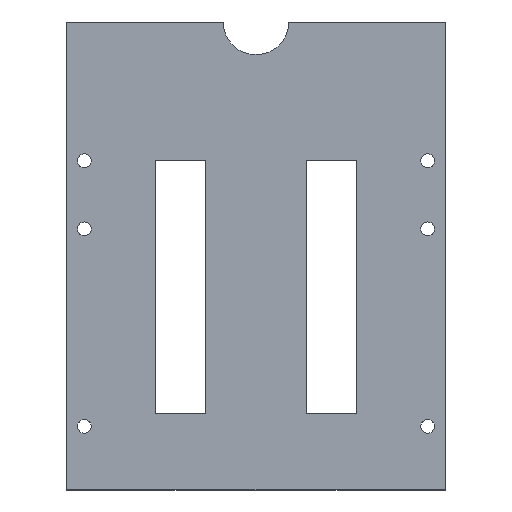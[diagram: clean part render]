
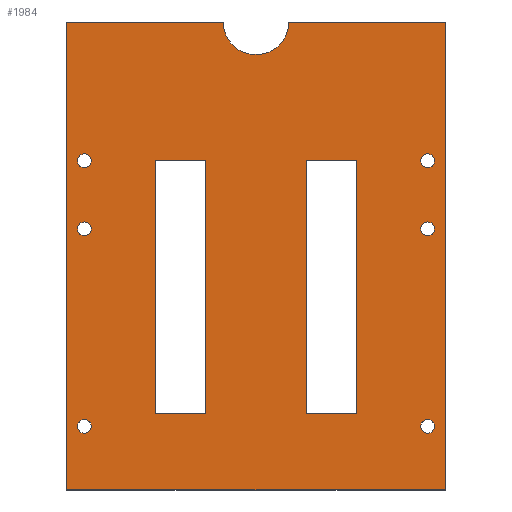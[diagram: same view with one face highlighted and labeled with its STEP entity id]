
A CAD part, top view. The second image highlights one B-rep face of the part: STEP entity #1984.
In plain terms, the highlighted planar face has unit normal (0, 0, 1).
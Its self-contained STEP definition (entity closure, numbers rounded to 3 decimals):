
#37=ELLIPSE('',#2145,1.026,1.);
#40=ELLIPSE('',#2151,1.026,1.);
#41=ELLIPSE('',#2153,12.829,12.5);
#42=ELLIPSE('',#2157,12.829,12.5);
#49=FACE_BOUND('',#284,.T.);
#50=FACE_BOUND('',#285,.T.);
#51=FACE_BOUND('',#286,.T.);
#52=FACE_BOUND('',#287,.T.);
#53=FACE_BOUND('',#288,.T.);
#54=FACE_BOUND('',#289,.T.);
#55=FACE_BOUND('',#290,.T.);
#56=FACE_BOUND('',#291,.T.);
#84=PLANE('',#2156);
#168=FACE_OUTER_BOUND('',#283,.T.);
#283=EDGE_LOOP('',(#1545,#1546,#1547,#1548,#1549,#1550,#1551,#1552,#1553,
#1554));
#284=EDGE_LOOP('',(#1555,#1556,#1557,#1558));
#285=EDGE_LOOP('',(#1559,#1560,#1561,#1562));
#286=EDGE_LOOP('',(#1563));
#287=EDGE_LOOP('',(#1564));
#288=EDGE_LOOP('',(#1565));
#289=EDGE_LOOP('',(#1566));
#290=EDGE_LOOP('',(#1567));
#291=EDGE_LOOP('',(#1568));
#437=LINE('',#3060,#642);
#443=LINE('',#3077,#648);
#466=LINE('',#3224,#671);
#473=LINE('',#3239,#678);
#474=LINE('',#3241,#679);
#475=LINE('',#3243,#680);
#476=LINE('',#3244,#681);
#477=LINE('',#3247,#682);
#478=LINE('',#3249,#683);
#479=LINE('',#3251,#684);
#480=LINE('',#3252,#685);
#481=LINE('',#3254,#686);
#482=LINE('',#3256,#687);
#483=LINE('',#3257,#688);
#642=VECTOR('',#2419,10.);
#648=VECTOR('',#2435,10.);
#671=VECTOR('',#2534,10.);
#678=VECTOR('',#2545,10.);
#679=VECTOR('',#2546,10.);
#680=VECTOR('',#2547,10.);
#681=VECTOR('',#2548,10.);
#682=VECTOR('',#2551,10.);
#683=VECTOR('',#2552,10.);
#684=VECTOR('',#2553,10.);
#685=VECTOR('',#2554,10.);
#686=VECTOR('',#2555,10.);
#687=VECTOR('',#2556,10.);
#688=VECTOR('',#2557,10.);
#811=CIRCLE('',#2158,2.75);
#812=CIRCLE('',#2159,2.75);
#813=CIRCLE('',#2160,2.75);
#814=CIRCLE('',#2161,2.75);
#815=CIRCLE('',#2162,2.75);
#816=CIRCLE('',#2163,2.75);
#919=VERTEX_POINT('',#3050);
#923=VERTEX_POINT('',#3058);
#928=VERTEX_POINT('',#3074);
#929=VERTEX_POINT('',#3076);
#947=VERTEX_POINT('',#3197);
#948=VERTEX_POINT('',#3198);
#951=VERTEX_POINT('',#3209);
#952=VERTEX_POINT('',#3211);
#953=VERTEX_POINT('',#3215);
#955=VERTEX_POINT('',#3222);
#961=VERTEX_POINT('',#3238);
#962=VERTEX_POINT('',#3240);
#963=VERTEX_POINT('',#3242);
#964=VERTEX_POINT('',#3245);
#965=VERTEX_POINT('',#3248);
#966=VERTEX_POINT('',#3250);
#967=VERTEX_POINT('',#3253);
#968=VERTEX_POINT('',#3255);
#969=VERTEX_POINT('',#3258);
#970=VERTEX_POINT('',#3260);
#971=VERTEX_POINT('',#3262);
#972=VERTEX_POINT('',#3264);
#973=VERTEX_POINT('',#3266);
#974=VERTEX_POINT('',#3268);
#1125=EDGE_CURVE('',#919,#923,#437,.T.);
#1133=EDGE_CURVE('',#929,#928,#443,.T.);
#1163=EDGE_CURVE('',#947,#948,#37,.T.);
#1171=EDGE_CURVE('',#952,#951,#40,.T.);
#1172=EDGE_CURVE('',#948,#953,#41,.T.);
#1177=EDGE_CURVE('',#947,#955,#466,.F.);
#1184=EDGE_CURVE('',#955,#961,#473,.T.);
#1185=EDGE_CURVE('',#961,#962,#474,.T.);
#1186=EDGE_CURVE('',#962,#963,#475,.T.);
#1187=EDGE_CURVE('',#963,#951,#476,.F.);
#1188=EDGE_CURVE('',#964,#952,#42,.T.);
#1189=EDGE_CURVE('',#964,#953,#477,.T.);
#1190=EDGE_CURVE('',#923,#965,#478,.T.);
#1191=EDGE_CURVE('',#965,#966,#479,.T.);
#1192=EDGE_CURVE('',#966,#919,#480,.T.);
#1193=EDGE_CURVE('',#928,#967,#481,.T.);
#1194=EDGE_CURVE('',#967,#968,#482,.T.);
#1195=EDGE_CURVE('',#968,#929,#483,.T.);
#1196=EDGE_CURVE('',#969,#969,#811,.T.);
#1197=EDGE_CURVE('',#970,#970,#812,.T.);
#1198=EDGE_CURVE('',#971,#971,#813,.T.);
#1199=EDGE_CURVE('',#972,#972,#814,.T.);
#1200=EDGE_CURVE('',#973,#973,#815,.T.);
#1201=EDGE_CURVE('',#974,#974,#816,.T.);
#1545=ORIENTED_EDGE('',*,*,#1163,.F.);
#1546=ORIENTED_EDGE('',*,*,#1177,.T.);
#1547=ORIENTED_EDGE('',*,*,#1184,.T.);
#1548=ORIENTED_EDGE('',*,*,#1185,.T.);
#1549=ORIENTED_EDGE('',*,*,#1186,.T.);
#1550=ORIENTED_EDGE('',*,*,#1187,.T.);
#1551=ORIENTED_EDGE('',*,*,#1171,.F.);
#1552=ORIENTED_EDGE('',*,*,#1188,.F.);
#1553=ORIENTED_EDGE('',*,*,#1189,.T.);
#1554=ORIENTED_EDGE('',*,*,#1172,.F.);
#1555=ORIENTED_EDGE('',*,*,#1190,.T.);
#1556=ORIENTED_EDGE('',*,*,#1191,.T.);
#1557=ORIENTED_EDGE('',*,*,#1192,.T.);
#1558=ORIENTED_EDGE('',*,*,#1125,.T.);
#1559=ORIENTED_EDGE('',*,*,#1133,.T.);
#1560=ORIENTED_EDGE('',*,*,#1193,.T.);
#1561=ORIENTED_EDGE('',*,*,#1194,.T.);
#1562=ORIENTED_EDGE('',*,*,#1195,.T.);
#1563=ORIENTED_EDGE('',*,*,#1196,.T.);
#1564=ORIENTED_EDGE('',*,*,#1197,.T.);
#1565=ORIENTED_EDGE('',*,*,#1198,.T.);
#1566=ORIENTED_EDGE('',*,*,#1199,.T.);
#1567=ORIENTED_EDGE('',*,*,#1200,.T.);
#1568=ORIENTED_EDGE('',*,*,#1201,.T.);
#1984=ADVANCED_FACE('',(#168,#49,#50,#51,#52,#53,#54,#55,#56),#84,.T.);
#2145=AXIS2_PLACEMENT_3D('',#3199,#2506,#2507);
#2151=AXIS2_PLACEMENT_3D('',#3213,#2522,#2523);
#2153=AXIS2_PLACEMENT_3D('',#3216,#2526,#2527);
#2156=AXIS2_PLACEMENT_3D('',#3237,#2543,#2544);
#2157=AXIS2_PLACEMENT_3D('',#3246,#2549,#2550);
#2158=AXIS2_PLACEMENT_3D('',#3259,#2558,#2559);
#2159=AXIS2_PLACEMENT_3D('',#3261,#2560,#2561);
#2160=AXIS2_PLACEMENT_3D('',#3263,#2562,#2563);
#2161=AXIS2_PLACEMENT_3D('',#3265,#2564,#2565);
#2162=AXIS2_PLACEMENT_3D('',#3267,#2566,#2567);
#2163=AXIS2_PLACEMENT_3D('',#3269,#2568,#2569);
#2419=DIRECTION('',(0.,1.,0.));
#2435=DIRECTION('',(0.,-1.,0.));
#2506=DIRECTION('center_axis',(0.,0.,-1.));
#2507=DIRECTION('ref_axis',(0.,1.,0.));
#2522=DIRECTION('center_axis',(0.,0.,-1.));
#2523=DIRECTION('ref_axis',(0.,1.,0.));
#2526=DIRECTION('center_axis',(0.,0.,1.));
#2527=DIRECTION('ref_axis',(0.,-1.,0.));
#2534=DIRECTION('',(1.,0.,0.));
#2543=DIRECTION('center_axis',(0.,0.,1.));
#2544=DIRECTION('ref_axis',(1.,0.,0.));
#2545=DIRECTION('',(0.,-1.,0.));
#2546=DIRECTION('',(1.,0.,0.));
#2547=DIRECTION('',(0.,1.,0.));
#2548=DIRECTION('',(1.,0.,0.));
#2549=DIRECTION('center_axis',(0.,0.,1.));
#2550=DIRECTION('ref_axis',(0.,-1.,0.));
#2551=DIRECTION('',(-1.,0.,0.));
#2552=DIRECTION('',(1.,0.,0.));
#2553=DIRECTION('',(0.,-1.,0.));
#2554=DIRECTION('',(-1.,0.,0.));
#2555=DIRECTION('',(-1.,0.,0.));
#2556=DIRECTION('',(0.,1.,0.));
#2557=DIRECTION('',(1.,0.,0.));
#2558=DIRECTION('center_axis',(0.,0.,-1.));
#2559=DIRECTION('ref_axis',(1.,0.,0.));
#2560=DIRECTION('center_axis',(0.,0.,-1.));
#2561=DIRECTION('ref_axis',(1.,0.,0.));
#2562=DIRECTION('center_axis',(0.,0.,-1.));
#2563=DIRECTION('ref_axis',(1.,0.,0.));
#2564=DIRECTION('center_axis',(0.,0.,-1.));
#2565=DIRECTION('ref_axis',(1.,0.,0.));
#2566=DIRECTION('center_axis',(0.,0.,-1.));
#2567=DIRECTION('ref_axis',(1.,0.,0.));
#2568=DIRECTION('center_axis',(0.,0.,-1.));
#2569=DIRECTION('ref_axis',(1.,0.,0.));
#3050=CARTESIAN_POINT('',(95.,32.2,2.));
#3058=CARTESIAN_POINT('',(95.,132.5,2.));
#3060=CARTESIAN_POINT('',(95.,23.2,2.));
#3074=CARTESIAN_POINT('',(55.,32.2,2.));
#3076=CARTESIAN_POINT('',(55.,132.5,2.));
#3077=CARTESIAN_POINT('',(55.,190.,2.));
#3197=CARTESIAN_POINT('',(61.867,187.5,2.));
#3198=CARTESIAN_POINT('',(62.009,187.01,2.));
#3199=CARTESIAN_POINT('Origin',(61.009,186.972,2.));
#3209=CARTESIAN_POINT('',(88.133,187.5,2.));
#3211=CARTESIAN_POINT('',(87.991,187.01,2.));
#3213=CARTESIAN_POINT('Origin',(88.991,186.972,2.));
#3215=CARTESIAN_POINT('',(74.5,174.657,2.));
#3216=CARTESIAN_POINT('Origin',(74.5,187.485,2.));
#3222=CARTESIAN_POINT('',(0.,187.5,2.));
#3224=CARTESIAN_POINT('',(112.5,187.5,2.));
#3237=CARTESIAN_POINT('Origin',(75.,95.,2.));
#3238=CARTESIAN_POINT('',(0.,2.,2.));
#3239=CARTESIAN_POINT('',(0.,150.,2.));
#3240=CARTESIAN_POINT('',(150.,2.,2.));
#3241=CARTESIAN_POINT('',(37.5,2.,2.));
#3242=CARTESIAN_POINT('',(150.,187.5,2.));
#3243=CARTESIAN_POINT('',(150.,0.,2.));
#3244=CARTESIAN_POINT('',(112.5,187.5,2.));
#3245=CARTESIAN_POINT('',(75.5,174.657,2.));
#3246=CARTESIAN_POINT('Origin',(75.5,187.485,2.));
#3247=CARTESIAN_POINT('',(75.,174.657,2.));
#3248=CARTESIAN_POINT('',(115.,132.5,2.));
#3249=CARTESIAN_POINT('',(35.,132.5,2.));
#3250=CARTESIAN_POINT('',(115.,32.2,2.));
#3251=CARTESIAN_POINT('',(115.,32.2,2.));
#3252=CARTESIAN_POINT('',(35.,32.2,2.));
#3253=CARTESIAN_POINT('',(35.,32.2,2.));
#3254=CARTESIAN_POINT('',(35.,32.2,2.));
#3255=CARTESIAN_POINT('',(35.,132.5,2.));
#3256=CARTESIAN_POINT('',(35.,132.5,2.));
#3257=CARTESIAN_POINT('',(35.,132.5,2.));
#3258=CARTESIAN_POINT('',(140.25,27.2,2.));
#3259=CARTESIAN_POINT('Origin',(143.,27.2,2.));
#3260=CARTESIAN_POINT('',(4.25,132.5,2.));
#3261=CARTESIAN_POINT('Origin',(7.,132.5,2.));
#3262=CARTESIAN_POINT('',(140.25,105.5,2.));
#3263=CARTESIAN_POINT('Origin',(143.,105.5,2.));
#3264=CARTESIAN_POINT('',(4.25,27.2,2.));
#3265=CARTESIAN_POINT('Origin',(7.,27.2,2.));
#3266=CARTESIAN_POINT('',(4.25,105.5,2.));
#3267=CARTESIAN_POINT('Origin',(7.,105.5,2.));
#3268=CARTESIAN_POINT('',(140.25,132.5,2.));
#3269=CARTESIAN_POINT('Origin',(143.,132.5,2.));
